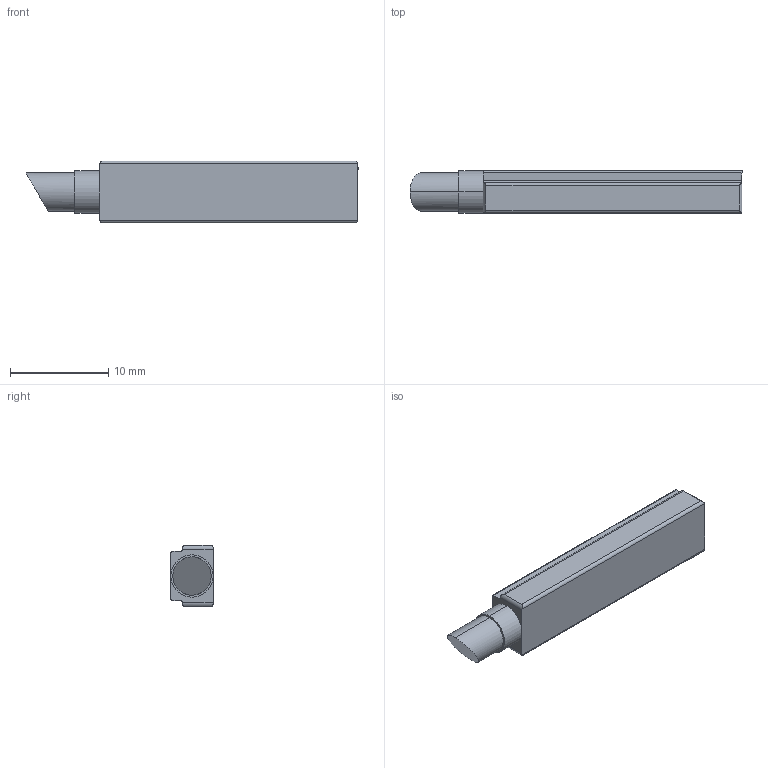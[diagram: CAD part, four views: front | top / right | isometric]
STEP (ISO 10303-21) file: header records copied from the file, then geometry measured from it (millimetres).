
FILE_DESCRIPTION (( 'STEP AP214' ), '1' );
FILE_NAME ('INGUN_25638.STEP', '2020-08-24T09:49:07', ( '' ), ( '' ), 'SwSTEP 2.0', 'SolidWorks 2018', '' );
FILE_SCHEMA (( 'AUTOMOTIVE_DESIGN' ));
Length unit declared in the file: millimetre
Products named in the file (1): INGUN_25638
Bounding box: 33.77 x 4.3 x 6.3 mm (x, y, z)
Volume: 747.2 mm3; surface area: 674 mm2
Topology: 1 solids, 1 shells, 42 faces, 106 edges, 70 vertices
Faces by surface type: cylinder 20, plane 20, bspline 2
Entity records: 1719 total; most frequent: CARTESIAN_POINT 353, ORIENTED_EDGE 212, DIRECTION 206, EDGE_CURVE 106, AXIS2_PLACEMENT_3D 73, VERTEX_POINT 70, LINE 60, VECTOR 60
